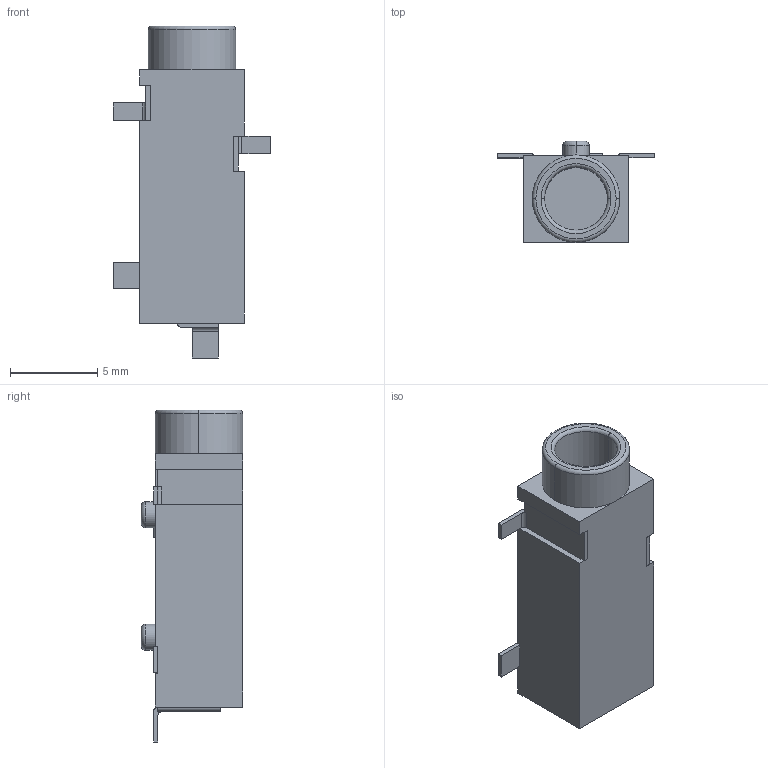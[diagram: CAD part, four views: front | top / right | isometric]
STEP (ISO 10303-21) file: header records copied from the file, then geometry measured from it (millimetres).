
FILE_DESCRIPTION (( 'STEP AP214' ), '1' );
FILE_NAME ('SJ-3523-SMT-TR.STEP', '2021-11-18T14:03:32', ( '' ), ( '' ), 'SwSTEP 2.0', 'SolidWorks 2018', '' );
FILE_SCHEMA (( 'AUTOMOTIVE_DESIGN' ));
Length unit declared in the file: millimetre
Products named in the file (2): SJ-3523-SMT-TR
Bounding box: 9 x 5.8 x 19 mm (x, y, z)
Volume: 314.5 mm3; surface area: 762.8 mm2
Topology: 4 solids, 4 shells, 90 faces, 224 edges, 144 vertices
Faces by surface type: plane 66, cylinder 16, torus 8
Entity records: 3720 total; most frequent: CARTESIAN_POINT 460, DIRECTION 458, ORIENTED_EDGE 448, EDGE_CURVE 224, VECTOR 174, LINE 174, VERTEX_POINT 144, AXIS2_PLACEMENT_3D 142
